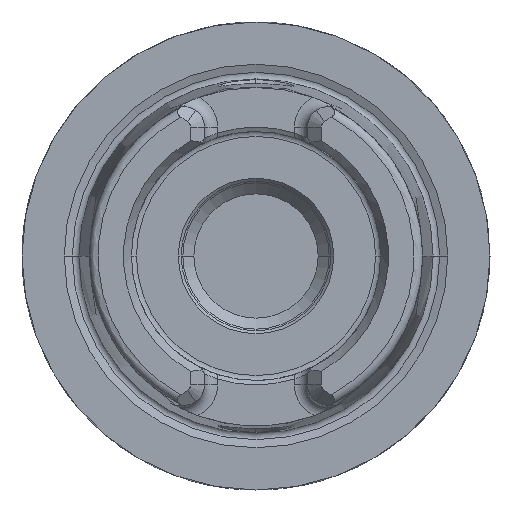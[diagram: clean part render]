
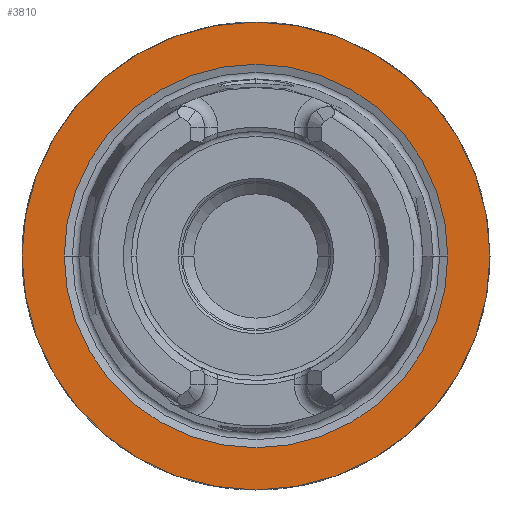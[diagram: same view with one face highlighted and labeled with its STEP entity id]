
A CAD part, left-side view. The second image highlights one B-rep face of the part: STEP entity #3810.
In plain terms, the highlighted planar face has unit normal (-1, 0, 0).
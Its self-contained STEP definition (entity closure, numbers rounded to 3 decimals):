
#652=CARTESIAN_POINT('',(0.,0.,0.));
#653=DIRECTION('',(1.,0.,0.));
#654=DIRECTION('',(0.,1.,0.));
#655=AXIS2_PLACEMENT_3D('',#652,#653,#654);
#657=CARTESIAN_POINT('',(0.,0.,0.));
#658=DIRECTION('',(-1.,0.,0.));
#659=DIRECTION('',(0.,1.,0.));
#660=AXIS2_PLACEMENT_3D('',#657,#658,#659);
#662=CARTESIAN_POINT('',(0.,0.,0.));
#663=DIRECTION('',(-1.,0.,0.));
#664=DIRECTION('',(0.,-1.,0.));
#665=AXIS2_PLACEMENT_3D('',#662,#663,#664);
#667=CARTESIAN_POINT('',(0.,0.,0.));
#668=DIRECTION('',(-1.,0.,0.));
#669=DIRECTION('',(0.,1.,0.));
#670=AXIS2_PLACEMENT_3D('',#667,#668,#669);
#2651=CARTESIAN_POINT('',(0.,-13.114,0.));
#2652=VERTEX_POINT('',#2651);
#2653=CARTESIAN_POINT('',(0.,13.114,0.));
#2654=VERTEX_POINT('',#2653);
#3000=CARTESIAN_POINT('',(0.,16.,0.));
#3001=CARTESIAN_POINT('',(0.,-16.,0.));
#3002=VERTEX_POINT('',#3000);
#3003=VERTEX_POINT('',#3001);
#3795=CARTESIAN_POINT('',(0.,0.,0.));
#3796=DIRECTION('',(1.,0.,0.));
#3797=DIRECTION('',(0.,-1.,0.));
#3798=AXIS2_PLACEMENT_3D('',#3795,#3796,#3797);
#3799=PLANE('',#3798);
#3801=ORIENTED_EDGE('',*,*,#3800,.T.);
#3803=ORIENTED_EDGE('',*,*,#3802,.F.);
#3804=EDGE_LOOP('',(#3801,#3803));
#3805=FACE_OUTER_BOUND('',#3804,.F.);
#3806=ORIENTED_EDGE('',*,*,#3790,.T.);
#3807=ORIENTED_EDGE('',*,*,#3774,.T.);
#3808=EDGE_LOOP('',(#3806,#3807));
#3809=FACE_BOUND('',#3808,.F.);
#3810=ADVANCED_FACE('',(#3805,#3809),#3799,.F.);
#656=CIRCLE('',#655,16.);
#661=CIRCLE('',#660,16.);
#666=CIRCLE('',#665,13.114);
#671=CIRCLE('',#670,13.114);
#3774=EDGE_CURVE('',#2654,#2652,#671,.T.);
#3790=EDGE_CURVE('',#2652,#2654,#666,.T.);
#3800=EDGE_CURVE('',#3002,#3003,#656,.T.);
#3802=EDGE_CURVE('',#3002,#3003,#661,.T.);
